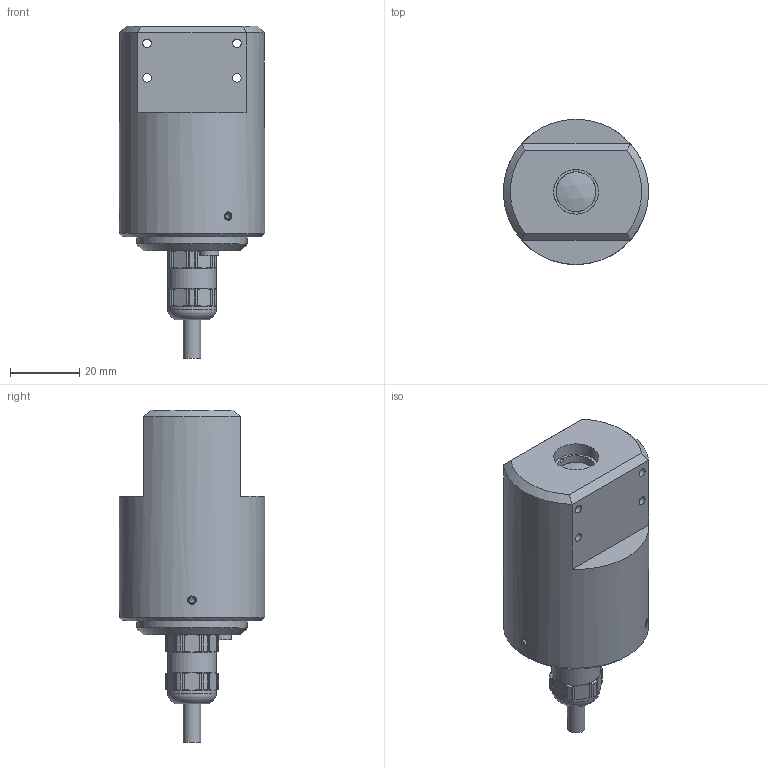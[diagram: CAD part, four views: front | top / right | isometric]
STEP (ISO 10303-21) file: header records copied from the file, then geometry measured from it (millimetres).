
FILE_DESCRIPTION(/* description */ ('>>BEZEICHNUNG<<'),/* implementation_level */ '2;1');
FILE_NAME(/* name */ 'vicolux_TZB10-UDC-a.stp',/* time_stamp */ '2016-03-01T13:52:10+01:00',/* author */ ('REGENSPURG'),/* organization */ ('Vision & Control'),/* preprocessor_version */ 'ST-DEVELOPER v16.1',/* originating_system */ 'Autodesk Inventor 2016',/* authorisation */ '');
FILE_SCHEMA (('AUTOMOTIVE_DESIGN { 1 0 10303 214 3 1 1 }'));
Length unit declared in the file: millimetre
Products named in the file (1): vicolux_TZB10-UDC-a
Bounding box: 42 x 42 x 96 mm (x, y, z)
Volume: 81764.6 mm3; surface area: 12945 mm2
Topology: 1 solids, 1 shells, 197 faces, 504 edges, 319 vertices
Faces by surface type: plane 103, cylinder 53, cone 38, torus 2, sphere 1
Full cylindrical faces by diameter (mm): 2.46 x7, 4.134 x2, 5 x1, 5.5 x1, 11.5 x1, 12.96 x1, 14 x2, 32 x1, 42 x1
Entity records: 6610 total; most frequent: CARTESIAN_POINT 2221, ORIENTED_EDGE 900, DIRECTION 782, EDGE_CURVE 450, AXIS2_PLACEMENT_3D 306, VERTEX_POINT 296, EDGE_LOOP 246, STYLED_ITEM 198
